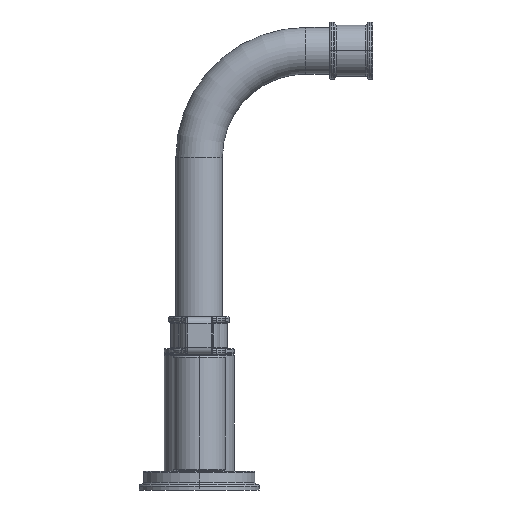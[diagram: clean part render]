
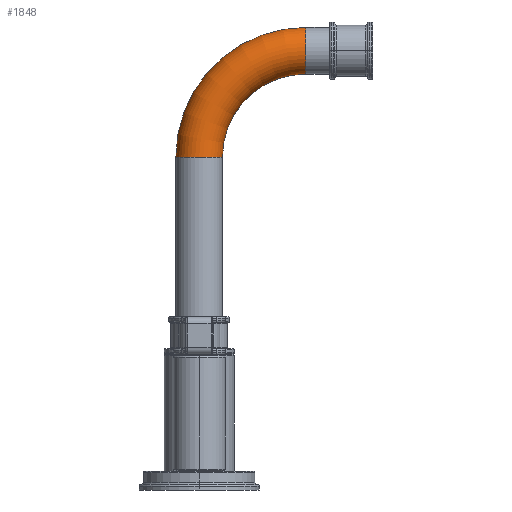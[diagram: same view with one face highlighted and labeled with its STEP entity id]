
A CAD part, left-side view. The second image highlights one B-rep face of the part: STEP entity #1848.
In plain terms, the highlighted toroidal (fillet/blend) face has major radius 50.8 mm and minor radius 11.113 mm.
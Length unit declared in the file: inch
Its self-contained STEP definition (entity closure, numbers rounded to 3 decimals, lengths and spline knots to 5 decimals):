
#491=CARTESIAN_POINT('',(0.,-2.,8.25));
#492=DIRECTION('',(0.,-1.,0.));
#493=DIRECTION('',(0.,0.,1.));
#494=AXIS2_PLACEMENT_3D('',#491,#492,#493);
#506=CARTESIAN_POINT('',(0.,0.,6.25));
#507=DIRECTION('',(0.,0.,1.));
#508=DIRECTION('',(0.,1.,0.));
#509=AXIS2_PLACEMENT_3D('',#506,#507,#508);
#514=CARTESIAN_POINT('',(0.,-2.,6.25));
#515=DIRECTION('',(1.,0.,0.));
#516=DIRECTION('',(0.,1.,0.));
#517=AXIS2_PLACEMENT_3D('',#514,#515,#516);
#1216=CARTESIAN_POINT('',(0.,-2.,6.25));
#1217=DIRECTION('',(1.,0.,0.));
#1218=DIRECTION('',(0.,1.,0.));
#1219=AXIS2_PLACEMENT_3D('',#1216,#1217,#1218);
#1284=CARTESIAN_POINT('',(0.,-0.4375,6.25));
#1285=CARTESIAN_POINT('',(0.,0.4375,6.25));
#1286=VERTEX_POINT('',#1284);
#1287=VERTEX_POINT('',#1285);
#1288=CARTESIAN_POINT('',(0.,-2.,7.8125));
#1289=CARTESIAN_POINT('',(0.,-2.,8.6875));
#1290=VERTEX_POINT('',#1288);
#1291=VERTEX_POINT('',#1289);
#1834=CARTESIAN_POINT('',(0.,-2.,6.25));
#1835=DIRECTION('',(1.,0.,0.));
#1836=DIRECTION('',(0.,-1.,0.));
#1837=AXIS2_PLACEMENT_3D('',#1834,#1835,#1836);
#1838=TOROIDAL_SURFACE('',#1837,2.,0.4375);
#1840=ORIENTED_EDGE('',*,*,#1839,.F.);
#1842=ORIENTED_EDGE('',*,*,#1841,.T.);
#1843=ORIENTED_EDGE('',*,*,#1821,.T.);
#1845=ORIENTED_EDGE('',*,*,#1844,.F.);
#1846=EDGE_LOOP('',(#1840,#1842,#1843,#1845));
#1847=FACE_OUTER_BOUND('',#1846,.F.);
#495=CIRCLE('',#494,0.4375);
#510=CIRCLE('',#509,0.4375);
#518=CIRCLE('',#517,2.4375);
#1220=CIRCLE('',#1219,1.5625);
#1821=EDGE_CURVE('',#1291,#1290,#495,.T.);
#1839=EDGE_CURVE('',#1287,#1286,#510,.T.);
#1841=EDGE_CURVE('',#1287,#1291,#518,.T.);
#1844=EDGE_CURVE('',#1286,#1290,#1220,.T.);
#1848=ADVANCED_FACE('',(#1847),#1838,.T.);
